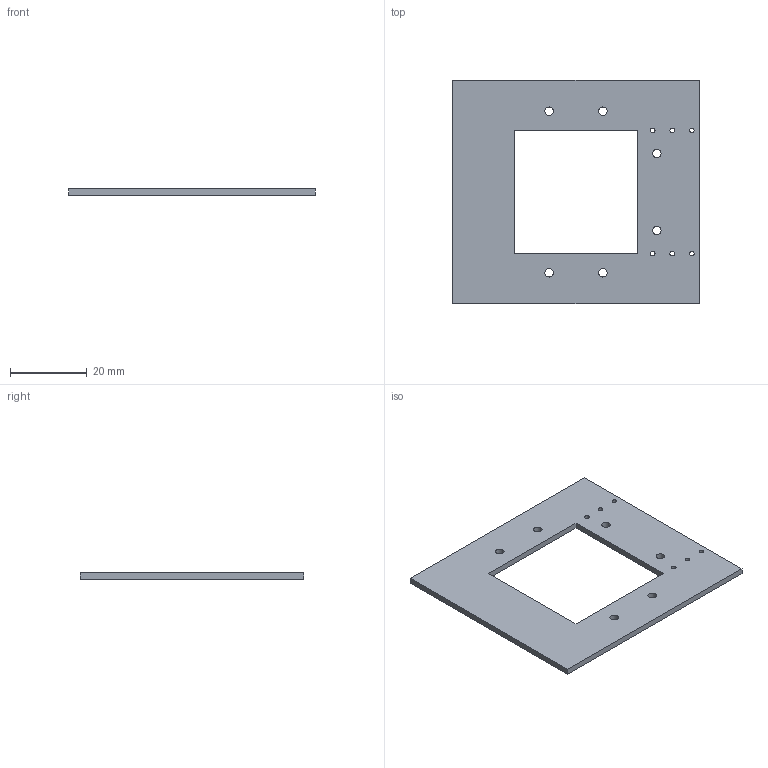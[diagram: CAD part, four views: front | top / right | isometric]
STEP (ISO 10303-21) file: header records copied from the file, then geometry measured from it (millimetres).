
FILE_DESCRIPTION(('KiCad electronic assembly'),'2;1');
FILE_NAME('PQ_Botnotsobot.step','2023-02-17T14:26:12',('Pcbnew'),( 'Kicad'),'Open CASCADE STEP processor 7.6','KiCad to STEP converter' ,'Unknown');
FILE_SCHEMA(('AUTOMOTIVE_DESIGN { 1 0 10303 214 1 1 1 1 }'));
Length unit declared in the file: millimetre
Products named in the file (2): PQ_Botnotsobot 1; PCB
Assembly tree (1 placements, depth 2):
  PQ_Botnotsobot 1
    PCB
Bounding box: 64 x 58 x 1.58 mm (x, y, z)
Volume: 4200.3 mm3; surface area: 6005.8 mm2
Topology: 1 solids, 1 shells, 22 faces, 60 edges, 40 vertices
Faces by surface type: cylinder 12, plane 10
Full cylindrical faces by diameter (mm): 1.2 x6, 2.2 x6
Entity records: 1659 total; most frequent: CARTESIAN_POINT 388, DIRECTION 228, LINE 132, VECTOR 132, ORIENTED_EDGE 120, PCURVE 120, DEFINITIONAL_REPRESENTATION 120, EDGE_CURVE 60
